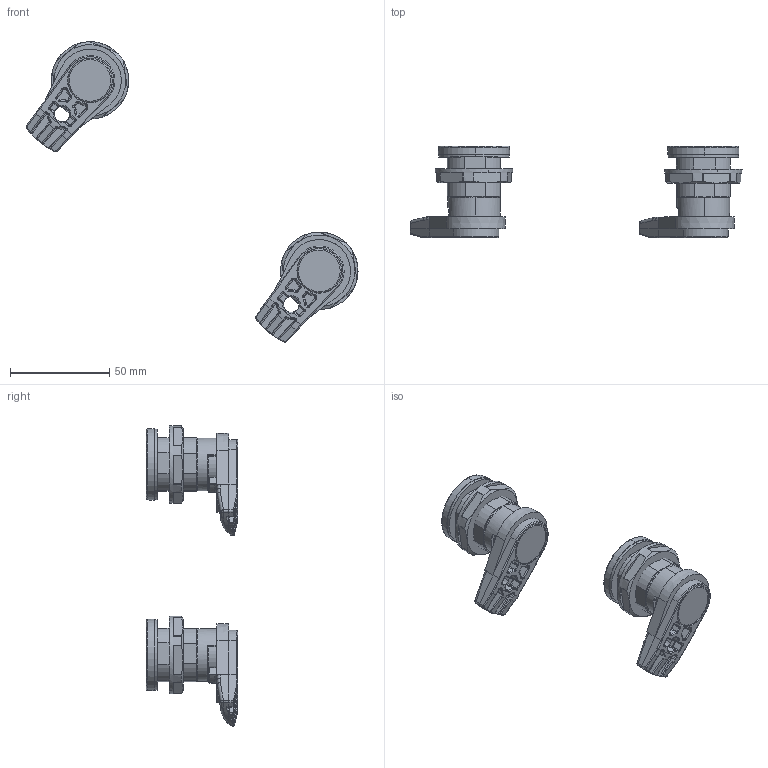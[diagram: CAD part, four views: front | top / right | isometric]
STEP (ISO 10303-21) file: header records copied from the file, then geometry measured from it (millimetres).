
FILE_DESCRIPTION (( 'STEP AP214' ), '1' );
FILE_NAME ('21610003.STEP', '2008-11-13T13:33:22', ( ' ' ), ( '' ), 'SwSTEP 2.0', 'SolidWorks 2008', '' );
FILE_SCHEMA (( 'AUTOMOTIVE_DESIGN' ));
Length unit declared in the file: millimetre
Products named in the file (15): 21610003; 83025_Standard; 93271_Standard; 94350_Standard; 82201_Standard; 08020921_Standard; 94304_Standard; 94305_Standard; 94301_Standard; 51100_Standard; 82169_Standard; 84101_Standard; 94309_Standard; 94070_Vorspannung
Assembly tree (30 placements, depth 4):
  21610003
    82201_Standard  x2
    83025_Standard  x2
    94304_Standard  x2
    93271_Standard  x2
    94350_Standard  x2
    08020921_Standard  x2
    51100_Standard  x2
      94070_Vorspannung
      82169_Standard
      94309_Standard
      94305_Standard
        84101_Standard
        94305_Standard
      94301_Standard
Bounding box: 167.08 x 46 x 151.28 mm (x, y, z)
Volume: 68956.5 mm3; surface area: 59181.1 mm2
Topology: 42 solids, 42 shells, 1504 faces, 3460 edges, 1956 vertices
Faces by surface type: cylinder 414, plane 340, bspline 288, torus 208, cone 192, sphere 62
Entity records: 22502 total; most frequent: CARTESIAN_POINT 7401, ORIENTED_EDGE 3078, DIRECTION 3001, EDGE_CURVE 1539, AXIS2_PLACEMENT_3D 1257, VERTEX_POINT 906, EDGE_LOOP 731, ADVANCED_FACE 684
